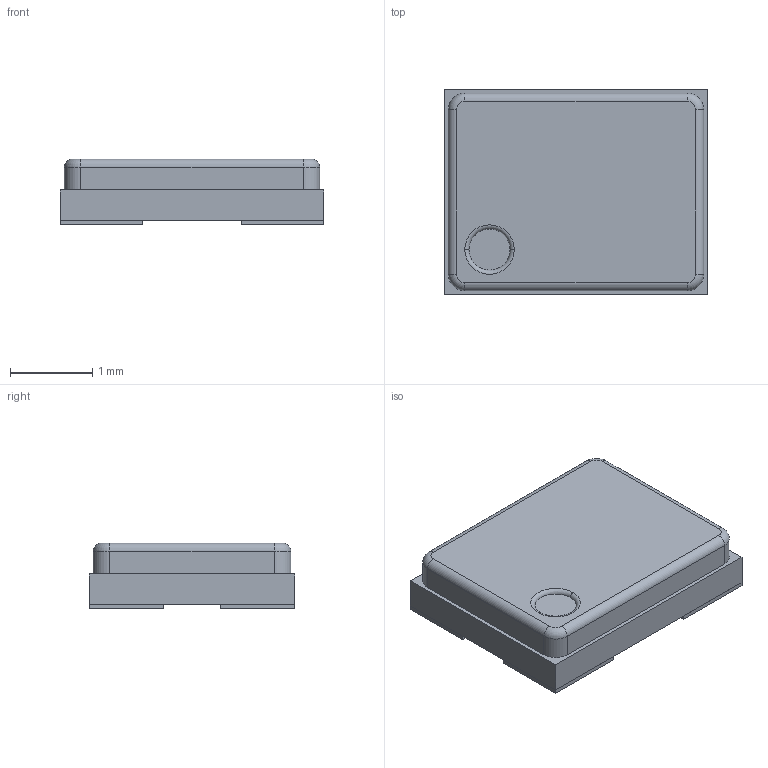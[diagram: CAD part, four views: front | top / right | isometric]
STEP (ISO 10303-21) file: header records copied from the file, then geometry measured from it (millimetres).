
FILE_DESCRIPTION (( 'STEP AP214' ), '1' );
FILE_NAME ( 'RaltronElectronics-RH100_XTALDFN4_250X320X80L90X100N.STEP', '2021-02-07T17:54:49', ( '' ), ( '' ), 'Part was generated with the free Library Expert Lite available at www.PCBLibraries.com. Removing line will violate the End User License Agreement.', '©2017 PCB Libraries, Inc.', '' );
FILE_SCHEMA (( 'AUTOMOTIVE_DESIGN' ));
Length unit declared in the file: millimetre
Products named in the file (1): RaltronElectronics-RH100_XTALDFN4_250X320X80L90X100N
Bounding box: 3.2 x 2.5 x 0.8 mm (x, y, z)
Volume: 5.9 mm3; surface area: 31.8 mm2
Topology: 5 solids, 5 shells, 50 faces, 106 edges, 68 vertices
Faces by surface type: plane 36, cylinder 8, torus 6
Entity records: 1560 total; most frequent: DIRECTION 234, CARTESIAN_POINT 225, ORIENTED_EDGE 212, EDGE_CURVE 106, VECTOR 80, LINE 80, AXIS2_PLACEMENT_3D 77, VERTEX_POINT 68
